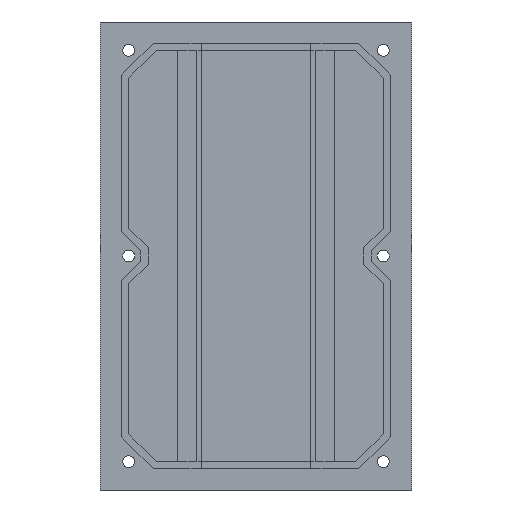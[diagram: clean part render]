
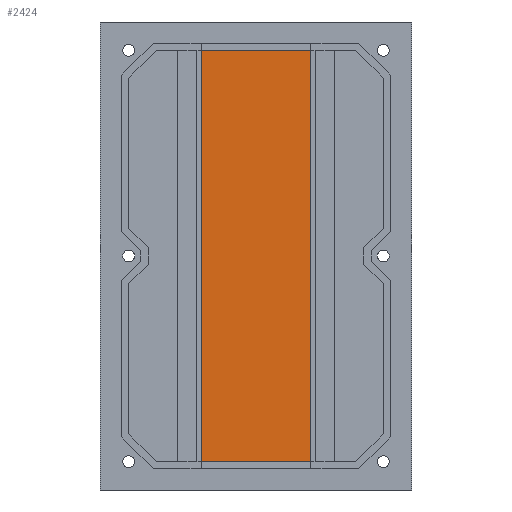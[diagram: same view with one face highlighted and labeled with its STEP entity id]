
A CAD part, front view. The second image highlights one B-rep face of the part: STEP entity #2424.
In plain terms, the highlighted planar face has unit normal (0, -1, 0).
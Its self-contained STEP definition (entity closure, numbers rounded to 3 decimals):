
#224=FACE_OUTER_BOUND('',#359,.T.);
#359=EDGE_LOOP('',(#1757,#1758,#1759,#1760));
#507=LINE('',#3224,#765);
#560=LINE('',#3327,#818);
#567=LINE('',#3342,#825);
#590=LINE('',#3386,#848);
#765=VECTOR('',#2722,10.);
#818=VECTOR('',#2781,10.);
#825=VECTOR('',#2794,10.);
#848=VECTOR('',#2837,10.);
#1021=VERTEX_POINT('',#3221);
#1022=VERTEX_POINT('',#3223);
#1069=VERTEX_POINT('',#3325);
#1074=VERTEX_POINT('',#3341);
#1257=EDGE_CURVE('',#1022,#1021,#507,.T.);
#1310=EDGE_CURVE('',#1021,#1069,#560,.T.);
#1317=EDGE_CURVE('',#1074,#1022,#567,.T.);
#1340=EDGE_CURVE('',#1069,#1074,#590,.T.);
#1757=ORIENTED_EDGE('',*,*,#1340,.T.);
#1758=ORIENTED_EDGE('',*,*,#1317,.T.);
#1759=ORIENTED_EDGE('',*,*,#1257,.T.);
#1760=ORIENTED_EDGE('',*,*,#1310,.T.);
#2343=PLANE('',#2598);
#2424=ADVANCED_FACE('',(#224),#2343,.F.);
#2598=AXIS2_PLACEMENT_3D('',#3396,#2847,#2848);
#2722=DIRECTION('',(0.,0.,1.));
#2781=DIRECTION('',(-1.,0.,0.));
#2794=DIRECTION('',(1.,0.,0.));
#2837=DIRECTION('',(0.,0.,-1.));
#2847=DIRECTION('center_axis',(0.,1.,0.));
#2848=DIRECTION('ref_axis',(1.,0.,0.));
#3221=CARTESIAN_POINT('',(11.2,0.,42.));
#3223=CARTESIAN_POINT('',(11.2,0.,-42.));
#3224=CARTESIAN_POINT('',(11.2,0.,0.));
#3325=CARTESIAN_POINT('',(-11.2,0.,42.));
#3327=CARTESIAN_POINT('',(-10.172,0.,42.));
#3341=CARTESIAN_POINT('',(-11.2,0.,-42.));
#3342=CARTESIAN_POINT('',(10.172,0.,-42.));
#3386=CARTESIAN_POINT('',(-11.2,0.,0.));
#3396=CARTESIAN_POINT('Origin',(0.,0.,0.));
